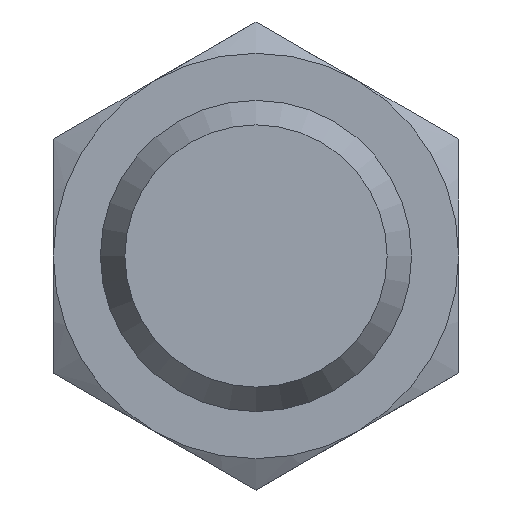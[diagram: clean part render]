
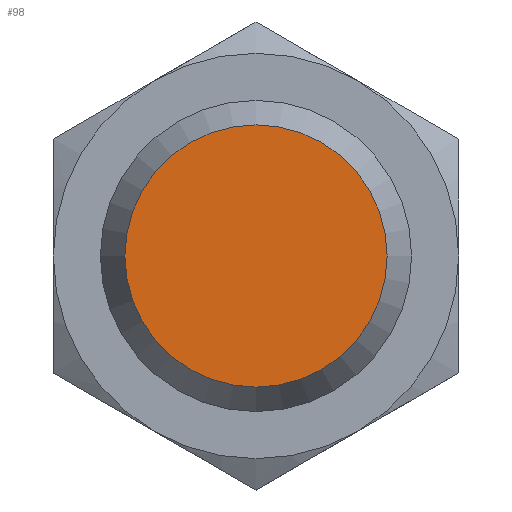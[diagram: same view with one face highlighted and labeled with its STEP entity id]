
A CAD part, front view. The second image highlights one B-rep face of the part: STEP entity #98.
In plain terms, the highlighted planar face has unit normal (0, -1, 0).
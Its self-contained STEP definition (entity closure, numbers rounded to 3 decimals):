
#98 = ADVANCED_FACE ( 'NONE', ( #1481 ), #668, .F. ) ;
#155 = DIRECTION ( 'NONE',  ( 0., 1., 0. ) ) ;
#224 = AXIS2_PLACEMENT_3D ( 'NONE', #1550, #155, #788 ) ;
#484 = EDGE_LOOP ( 'NONE', ( #744 ) ) ;
#550 = CARTESIAN_POINT ( 'NONE',  ( 0., -8., 5.5 ) ) ;
#668 = PLANE ( 'NONE',  #224 ) ;
#722 = DIRECTION ( 'NONE',  ( 0., 0., 1. ) ) ;
#739 = DIRECTION ( 'NONE',  ( 0., -1., 0. ) ) ;
#744 = ORIENTED_EDGE ( 'NONE', *, *, #877, .T. ) ;
#745 = CARTESIAN_POINT ( 'NONE',  ( 0., -8., 0. ) ) ;
#788 = DIRECTION ( 'NONE',  ( -1., 0., 0. ) ) ;
#877 = EDGE_CURVE ( 'NONE', #1043, #1043, #1306, .T. ) ;
#927 = AXIS2_PLACEMENT_3D ( 'NONE', #745, #739, #722 ) ;
#1043 = VERTEX_POINT ( 'NONE', #550 ) ;
#1306 = CIRCLE ( 'NONE', #927, 5.5 ) ;
#1481 = FACE_OUTER_BOUND ( 'NONE', #484, .T. ) ;
#1550 = CARTESIAN_POINT ( 'NONE',  ( 5.566, -8., -5.566 ) ) ;
